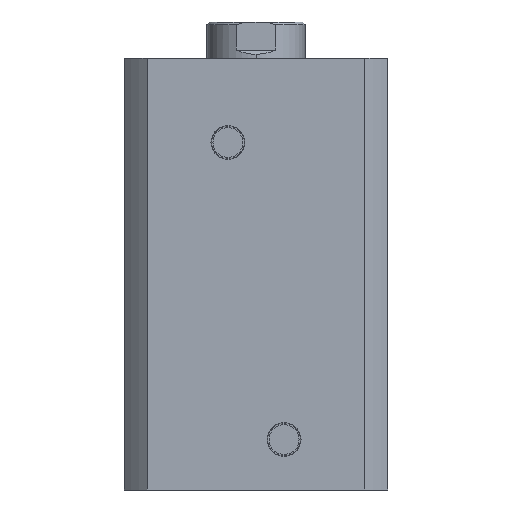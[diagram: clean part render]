
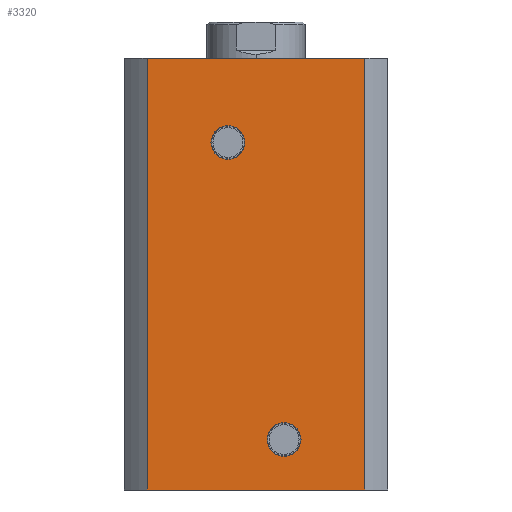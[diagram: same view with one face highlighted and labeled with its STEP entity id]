
A CAD part, left-side view. The second image highlights one B-rep face of the part: STEP entity #3320.
In plain terms, the highlighted planar face has unit normal (-1, 0, 0).
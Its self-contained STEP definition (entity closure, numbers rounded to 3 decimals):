
#613 = EDGE_CURVE ( 'NONE', #3624, #3632, #2271, .T. ) ;
#619 = EDGE_CURVE ( 'NONE', #3640, #3636, #2279, .T. ) ;
#715 = AXIS2_PLACEMENT_3D ( 'NONE', #1550, #1547, #1554 ) ;
#793 = ORIENTED_EDGE ( 'NONE', *, *, #2464, .F. ) ;
#907 = CARTESIAN_POINT ( 'NONE',  ( -47., -38.884, 154. ) ) ;
#908 = DIRECTION ( 'NONE',  ( 0., 0., -1. ) ) ;
#915 = CARTESIAN_POINT ( 'NONE',  ( -47., 38.884, 154. ) ) ;
#916 = DIRECTION ( 'NONE',  ( 0., 0., -1. ) ) ;
#917 = CARTESIAN_POINT ( 'NONE',  ( -47., 10., 124. ) ) ;
#918 = DIRECTION ( 'NONE',  ( -1., 0., 0. ) ) ;
#919 = DIRECTION ( 'NONE',  ( 0., 0., 1. ) ) ;
#921 = CARTESIAN_POINT ( 'NONE',  ( -47., -10., 18. ) ) ;
#922 = DIRECTION ( 'NONE',  ( -1., 0., 0. ) ) ;
#923 = DIRECTION ( 'NONE',  ( 0., 0., 1. ) ) ;
#924 = DIRECTION ( 'NONE',  ( 0., -1., 0. ) ) ;
#926 = CARTESIAN_POINT ( 'NONE',  ( -47., 0., 154. ) ) ;
#941 = CARTESIAN_POINT ( 'NONE',  ( -47., 0., 0. ) ) ;
#942 = DIRECTION ( 'NONE',  ( 0., -1., 0. ) ) ;
#1103 = CARTESIAN_POINT ( 'NONE',  ( -47., -10., 11.94 ) ) ;
#1111 = CARTESIAN_POINT ( 'NONE',  ( -47., -10., 24.06 ) ) ;
#1115 = CARTESIAN_POINT ( 'NONE',  ( -47., 10., 130.06 ) ) ;
#1119 = CARTESIAN_POINT ( 'NONE',  ( -47., 10., 117.94 ) ) ;
#1216 = LINE ( 'NONE', #907, #1219 ) ;
#1219 = VECTOR ( 'NONE', #908, 1000. ) ;
#1221 = CIRCLE ( 'NONE', #3433, 6.06 ) ;
#1222 = CIRCLE ( 'NONE', #3431, 6.06 ) ;
#1223 = LINE ( 'NONE', #915, #1225 ) ;
#1224 = LINE ( 'NONE', #926, #1230 ) ;
#1225 = VECTOR ( 'NONE', #916, 1000. ) ;
#1230 = VECTOR ( 'NONE', #924, 1000. ) ;
#1235 = LINE ( 'NONE', #941, #1238 ) ;
#1238 = VECTOR ( 'NONE', #942, 1000. ) ;
#1434 = CARTESIAN_POINT ( 'NONE',  ( -47., 38.884, 0. ) ) ;
#1436 = CARTESIAN_POINT ( 'NONE',  ( -47., -38.884, 0. ) ) ;
#1438 = CARTESIAN_POINT ( 'NONE',  ( -47., -38.884, 154. ) ) ;
#1441 = CARTESIAN_POINT ( 'NONE',  ( -47., 38.884, 154. ) ) ;
#1547 = DIRECTION ( 'NONE',  ( 1., 0., 0. ) ) ;
#1550 = CARTESIAN_POINT ( 'NONE',  ( -47., 0., 154. ) ) ;
#1552 = PLANE ( 'NONE',  #715 ) ;
#1554 = DIRECTION ( 'NONE',  ( 0., 1., 0. ) ) ;
#1588 = ORIENTED_EDGE ( 'NONE', *, *, #613, .F. ) ;
#1596 = ORIENTED_EDGE ( 'NONE', *, *, #2466, .T. ) ;
#1600 = ORIENTED_EDGE ( 'NONE', *, *, #2469, .F. ) ;
#1602 = ORIENTED_EDGE ( 'NONE', *, *, #2465, .F. ) ;
#1606 = ORIENTED_EDGE ( 'NONE', *, *, #2474, .T. ) ;
#1608 = ORIENTED_EDGE ( 'NONE', *, *, #2461, .F. ) ;
#1612 = DIRECTION ( 'NONE',  ( 0., 0., 1. ) ) ;
#1696 = CARTESIAN_POINT ( 'NONE',  ( -47., -10., 18. ) ) ;
#1697 = DIRECTION ( 'NONE',  ( -1., 0., 0. ) ) ;
#1698 = DIRECTION ( 'NONE',  ( 0., 0., 1. ) ) ;
#1713 = CARTESIAN_POINT ( 'NONE',  ( -47., 10., 124. ) ) ;
#1714 = DIRECTION ( 'NONE',  ( -1., 0., 0. ) ) ;
#2013 = VERTEX_POINT ( 'NONE', #1434 ) ;
#2015 = VERTEX_POINT ( 'NONE', #1436 ) ;
#2017 = VERTEX_POINT ( 'NONE', #1438 ) ;
#2020 = VERTEX_POINT ( 'NONE', #1441 ) ;
#2093 = EDGE_LOOP ( 'NONE', ( #793, #2205 ) ) ;
#2205 = ORIENTED_EDGE ( 'NONE', *, *, #619, .F. ) ;
#2271 = CIRCLE ( 'NONE', #3389, 6.06 ) ;
#2279 = CIRCLE ( 'NONE', #3371, 6.06 ) ;
#2461 = EDGE_CURVE ( 'NONE', #2017, #2015, #1216, .T. ) ;
#2464 = EDGE_CURVE ( 'NONE', #3636, #3640, #1221, .T. ) ;
#2465 = EDGE_CURVE ( 'NONE', #3632, #3624, #1222, .T. ) ;
#2466 = EDGE_CURVE ( 'NONE', #2020, #2013, #1223, .T. ) ;
#2469 = EDGE_CURVE ( 'NONE', #2020, #2017, #1224, .T. ) ;
#2474 = EDGE_CURVE ( 'NONE', #2013, #2015, #1235, .T. ) ;
#2790 = EDGE_LOOP ( 'NONE', ( #1606, #1608, #1600, #1596 ) ) ;
#2807 = EDGE_LOOP ( 'NONE', ( #1602, #1588 ) ) ;
#2953 = FACE_OUTER_BOUND ( 'NONE', #2790, .T. ) ;
#2960 = FACE_BOUND ( 'NONE', #2093, .T. ) ;
#2965 = FACE_BOUND ( 'NONE', #2807, .T. ) ;
#3320 = ADVANCED_FACE ( 'NONE', ( #2960, #2965, #2953 ), #1552, .F. ) ;
#3371 = AXIS2_PLACEMENT_3D ( 'NONE', #1713, #1714, #1612 ) ;
#3389 = AXIS2_PLACEMENT_3D ( 'NONE', #1696, #1697, #1698 ) ;
#3431 = AXIS2_PLACEMENT_3D ( 'NONE', #921, #922, #923 ) ;
#3433 = AXIS2_PLACEMENT_3D ( 'NONE', #917, #918, #919 ) ;
#3624 = VERTEX_POINT ( 'NONE', #1103 ) ;
#3632 = VERTEX_POINT ( 'NONE', #1111 ) ;
#3636 = VERTEX_POINT ( 'NONE', #1115 ) ;
#3640 = VERTEX_POINT ( 'NONE', #1119 ) ;
